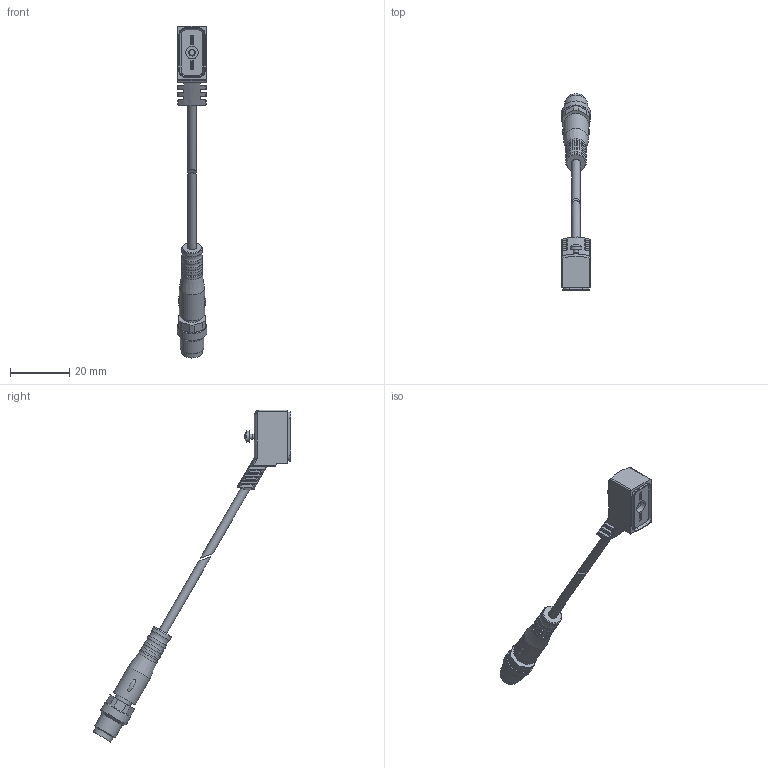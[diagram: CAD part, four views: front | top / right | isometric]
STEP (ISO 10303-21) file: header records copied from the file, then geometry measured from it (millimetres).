
FILE_DESCRIPTION(/* description */ ('STEP AP214'),/* implementation_level */ '2;1');
FILE_NAME(/* name */ '8047674_NEBV-Z4WA2L-P-E-2_5-N-M8G3-S1',/* time_stamp */ '2024-09-12T21:16:56+02:00',/* author */ ('License CC BY-ND 4.0'),/* organization */ ('CADENAS'),/* preprocessor_version */ 'ST-DEVELOPER v19.3',/* originating_system */ 'PARTsolutions',/* authorisation */ ' ');
FILE_SCHEMA (('AUTOMOTIVE_DESIGN {1 0 10303 214 3 1 1}'));
Length unit declared in the file: millimetre
Products named in the file (4): 8047674 NEBV-Z4WA2L-P-E-2.5-N-M8G3-S1; 8003577 NEBV-Z4WA2L-K-M83-S1---(P); ISO 7045 M2x11-H; 8003577 NEBV-M8---(stecker)
Assembly tree (3 placements, depth 2):
  8047674 NEBV-Z4WA2L-P-E-2.5-N-M8G3-S1
    8003577 NEBV-Z4WA2L-K-M83-S1---(P)
    ISO 7045 M2x11-H
    8003577 NEBV-M8---(stecker)
Bounding box: 10 x 66.76 x 112.21 mm (x, y, z)
Volume: 4631.1 mm3; surface area: 3554.1 mm2
Topology: 3 solids, 3 shells, 246 faces, 610 edges, 393 vertices
Faces by surface type: plane 120, cylinder 86, cone 20, torus 16, sphere 4
Full cylindrical faces by diameter (mm): 1 x3, 1.754 x1, 2 x1, 2.1 x1, 2.6 x1, 2.9 x2, 3.6 x1, 4 x1, 5.8 x1, 5.95 x1, 6.9 x1, 7 x5, 8 x1, 8.5 x1, 10 x1
Entity records: 8698 total; most frequent: CARTESIAN_POINT 1452, DIRECTION 1195, ORIENTED_EDGE 1104, EDGE_CURVE 552, AXIS2_PLACEMENT_3D 461, VERTEX_POINT 379, EDGE_LOOP 315, FACE_BOUND 315
